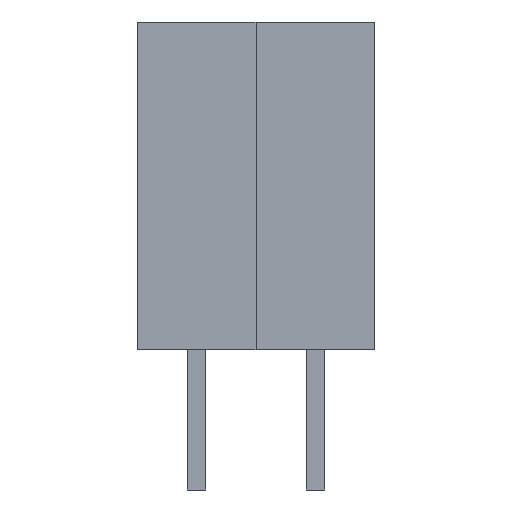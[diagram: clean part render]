
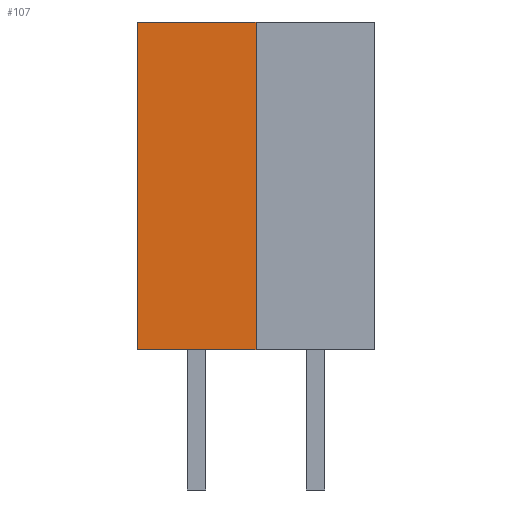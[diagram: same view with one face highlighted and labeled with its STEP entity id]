
A CAD part, front view. The second image highlights one B-rep face of the part: STEP entity #107.
In plain terms, the highlighted planar face has unit normal (0, -1, 0).
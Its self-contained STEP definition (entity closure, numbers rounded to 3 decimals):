
#13=DIRECTION('',(0.,0.,1.));
#14=DIRECTION('',(1.,0.,0.));
#83=EDGE_CURVE('',#84,#86,#88,.T.);
#84=VERTEX_POINT('',#85);
#85=CARTESIAN_POINT('',(-1.27,-1.271,0.));
#86=VERTEX_POINT('',#87);
#87=CARTESIAN_POINT('',(-1.27,-1.271,7.));
#88=LINE('',#85,#89);
#89=VECTOR('',#13,1.);
#96=DIRECTION('',(0.,1.,0.));
#107=ADVANCED_FACE('',(#108),#125,.F.);
#108=FACE_BOUND('',#109,.F.);
#109=EDGE_LOOP('',(#110,#116,#117,#122));
#110=ORIENTED_EDGE('',*,*,#111,.F.);
#111=EDGE_CURVE('',#84,#112,#114,.T.);
#112=VERTEX_POINT('',#113);
#113=CARTESIAN_POINT('',(1.27,-1.271,0.));
#114=LINE('',#85,#115);
#115=VECTOR('',#14,1.);
#116=ORIENTED_EDGE('',*,*,#83,.T.);
#117=ORIENTED_EDGE('',*,*,#118,.T.);
#118=EDGE_CURVE('',#86,#119,#121,.T.);
#119=VERTEX_POINT('',#120);
#120=CARTESIAN_POINT('',(1.27,-1.271,7.));
#121=LINE('',#87,#115);
#122=ORIENTED_EDGE('',*,*,#123,.F.);
#123=EDGE_CURVE('',#112,#119,#124,.T.);
#124=LINE('',#113,#89);
#125=PLANE('',#126);
#126=AXIS2_PLACEMENT_3D('',#85,#96,#13);
